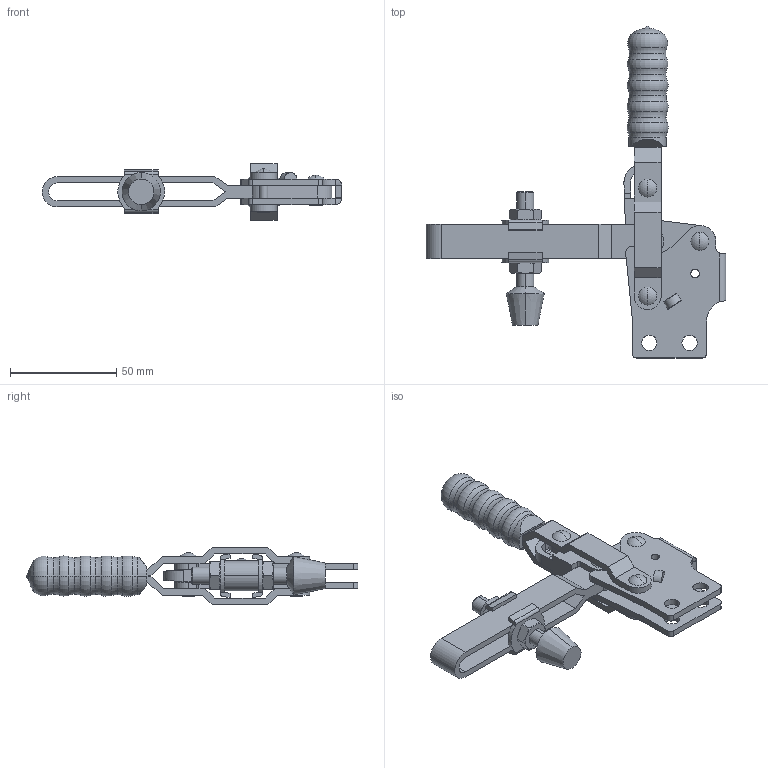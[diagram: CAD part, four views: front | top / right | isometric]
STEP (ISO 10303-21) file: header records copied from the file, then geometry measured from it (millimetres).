
FILE_DESCRIPTION (( 'STEP AP214' ), '1' );
FILE_NAME ('GH-12137(Â²¤Æ)-1.STEP', '2020-04-21T00:15:26', ( 'LinWei' ), ( '' ), 'SwSTEP 2.0', 'SolidWorks 2016', '' );
FILE_SCHEMA (( 'AUTOMOTIVE_DESIGN' ));
Length unit declared in the file: millimetre
Products named in the file (6): Group2^GH-12137(簡化)-1; Group4^GH-12137(簡化)-1; GH-12137(簡化)-1; 11213208-1^GH-12137(簡化)-1; Group1^GH-12137(簡化)-1; Group5^GH-12137(簡化)-1
Assembly tree (5 placements, depth 2):
  GH-12137(簡化)-1
    Group4^GH-12137(簡化)-1
    Group2^GH-12137(簡化)-1
    Group5^GH-12137(簡化)-1
    Group1^GH-12137(簡化)-1
    11213208-1^GH-12137(簡化)-1
Bounding box: 141 x 156.15 x 26.7 mm (x, y, z)
Volume: 58616.6 mm3; surface area: 35887 mm2
Topology: 5 solids, 5 shells, 338 faces, 853 edges, 541 vertices
Faces by surface type: plane 151, cylinder 97, torus 40, cone 34, sphere 10, bspline 6
Entity records: 11940 total; most frequent: CARTESIAN_POINT 2250, DIRECTION 1789, ORIENTED_EDGE 1702, EDGE_CURVE 851, AXIS2_PLACEMENT_3D 670, VERTEX_POINT 541, LINE 449, VECTOR 449
